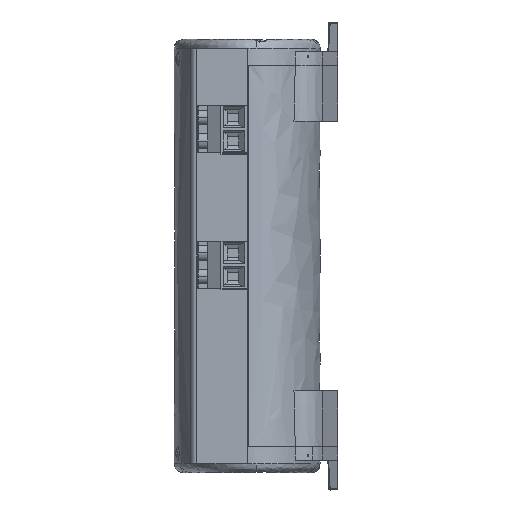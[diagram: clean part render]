
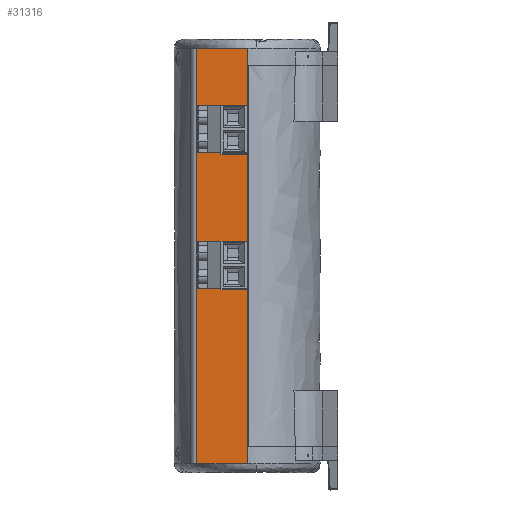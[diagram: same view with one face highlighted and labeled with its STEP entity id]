
A CAD part, left-side view. The second image highlights one B-rep face of the part: STEP entity #31316.
In plain terms, the highlighted planar face has unit normal (-1, 0.026, 0).
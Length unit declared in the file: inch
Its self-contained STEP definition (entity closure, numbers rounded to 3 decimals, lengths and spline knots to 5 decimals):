
#4370 = DIRECTION ( 'NONE',  ( 0., 0., -1. ) ) ;
#9889 = CARTESIAN_POINT ( 'NONE',  ( -1.44256, 0.80968, -3.29016 ) ) ;
#16229 = CARTESIAN_POINT ( 'NONE',  ( -1.46517, -0.05384, 0. ) ) ;
#20707 = ORIENTED_EDGE ( 'NONE', *, *, #54740, .T. ) ;
#22139 = VERTEX_POINT ( 'NONE', #52336 ) ;
#23643 = CARTESIAN_POINT ( 'NONE',  ( -1.46517, -0.05384, 3.29016 ) ) ;
#27721 = LINE ( 'NONE', #16229, #41257 ) ;
#30040 = CARTESIAN_POINT ( 'NONE',  ( -1.44256, 0.80968, 0. ) ) ;
#31316 = ADVANCED_FACE ( 'NONE', ( #62030 ), #71014, .F. ) ;
#32010 = VERTEX_POINT ( 'NONE', #9889 ) ;
#36165 = LINE ( 'NONE', #114380, #102214 ) ;
#38317 = ORIENTED_EDGE ( 'NONE', *, *, #40896, .F. ) ;
#40896 = EDGE_CURVE ( 'NONE', #119145, #60362, #36165, .T. ) ;
#41257 = VECTOR ( 'NONE', #66821, 39.37008 ) ;
#50631 = ORIENTED_EDGE ( 'NONE', *, *, #80456, .T. ) ;
#52336 = CARTESIAN_POINT ( 'NONE',  ( -1.46517, -0.05384, -3.29016 ) ) ;
#54740 = EDGE_CURVE ( 'NONE', #119145, #32010, #94983, .T. ) ;
#58291 = LINE ( 'NONE', #96118, #84629 ) ;
#60362 = VERTEX_POINT ( 'NONE', #23643 ) ;
#62030 = FACE_OUTER_BOUND ( 'NONE', #73845, .T. ) ;
#66821 = DIRECTION ( 'NONE',  ( 0., 0., 1. ) ) ;
#70368 = CARTESIAN_POINT ( 'NONE',  ( -1.46517, -0.05384, -3.29016 ) ) ;
#71014 = PLANE ( 'NONE',  #119740 ) ;
#73845 = EDGE_LOOP ( 'NONE', ( #50631, #105142, #38317, #20707 ) ) ;
#75754 = EDGE_CURVE ( 'NONE', #22139, #60362, #27721, .T. ) ;
#80456 = EDGE_CURVE ( 'NONE', #32010, #22139, #58291, .T. ) ;
#81860 = DIRECTION ( 'NONE',  ( 1., -0.026, 0. ) ) ;
#84629 = VECTOR ( 'NONE', #126854, 39.37008 ) ;
#84873 = DIRECTION ( 'NONE',  ( -0.026, -1., 0. ) ) ;
#88363 = DIRECTION ( 'NONE',  ( 0., 0., -1. ) ) ;
#94983 = LINE ( 'NONE', #30040, #118937 ) ;
#96118 = CARTESIAN_POINT ( 'NONE',  ( -1.46517, -0.05384, -3.29016 ) ) ;
#102214 = VECTOR ( 'NONE', #84873, 39.37008 ) ;
#104340 = CARTESIAN_POINT ( 'NONE',  ( -1.44256, 0.80968, 3.29016 ) ) ;
#105142 = ORIENTED_EDGE ( 'NONE', *, *, #75754, .T. ) ;
#114380 = CARTESIAN_POINT ( 'NONE',  ( -1.44256, 0.80968, 3.29016 ) ) ;
#118937 = VECTOR ( 'NONE', #88363, 39.37008 ) ;
#119145 = VERTEX_POINT ( 'NONE', #104340 ) ;
#119740 = AXIS2_PLACEMENT_3D ( 'NONE', #70368, #81860, #4370 ) ;
#126854 = DIRECTION ( 'NONE',  ( -0.026, -1., 0. ) ) ;
